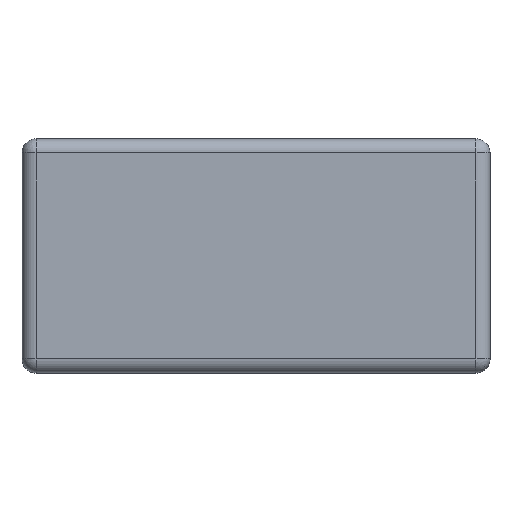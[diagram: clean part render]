
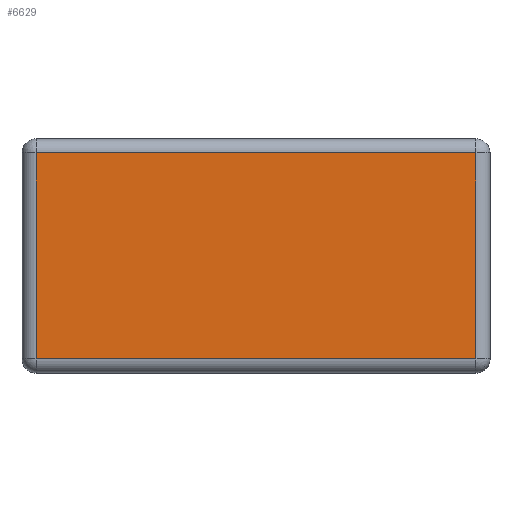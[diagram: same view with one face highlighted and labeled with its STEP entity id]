
A CAD part, top view. The second image highlights one B-rep face of the part: STEP entity #6629.
In plain terms, the highlighted face is planar.
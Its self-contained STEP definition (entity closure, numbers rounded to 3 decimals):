
#6369=CARTESIAN_POINT('',(-47.0,-22.,-28.));
#6370=VERTEX_POINT('',#6369);
#6378=CARTESIAN_POINT('',(47.,-22.,-28.));
#6379=VERTEX_POINT('',#6378);
#6380=CARTESIAN_POINT('',(-47.0,-22.,-28.));
#6381=DIRECTION('',(1.0,0.0,0.0));
#6382=VECTOR('',#6381,94.0);
#6383=LINE('',#6380,#6382);
#6384=EDGE_CURVE('',#6370,#6379,#6383,.T.);
#6416=CARTESIAN_POINT('',(47.0,22.,-28.));
#6417=VERTEX_POINT('',#6416);
#6418=CARTESIAN_POINT('',(47.0,-22.,-28.));
#6419=DIRECTION('',(0.0,1.0,0.0));
#6420=VECTOR('',#6419,44.);
#6421=LINE('',#6418,#6420);
#6422=EDGE_CURVE('',#6379,#6417,#6421,.T.);
#6466=CARTESIAN_POINT('',(-47.,22.,-28.));
#6467=VERTEX_POINT('',#6466);
#6468=CARTESIAN_POINT('',(47.0,22.,-28.));
#6469=DIRECTION('',(-1.0,0.0,0.0));
#6470=VECTOR('',#6469,94.0);
#6471=LINE('',#6468,#6470);
#6472=EDGE_CURVE('',#6417,#6467,#6471,.T.);
#6521=CARTESIAN_POINT('',(-47.0,22.,-28.));
#6522=DIRECTION('',(0.0,-1.0,0.0));
#6523=VECTOR('',#6522,44.);
#6524=LINE('',#6521,#6523);
#6525=EDGE_CURVE('',#6467,#6370,#6524,.T.);
#6618=CARTESIAN_POINT('',(0.,0.,-28.));
#6619=DIRECTION('',(0.0,0.0,1.0));
#6620=DIRECTION('',(1.0,0.0,0.0));
#6621=AXIS2_PLACEMENT_3D('',#6618,#6619,#6620);
#6622=PLANE('',#6621);
#6623=ORIENTED_EDGE('',*,*,#6384,.F.);
#6624=ORIENTED_EDGE('',*,*,#6525,.F.);
#6625=ORIENTED_EDGE('',*,*,#6472,.F.);
#6626=ORIENTED_EDGE('',*,*,#6422,.F.);
#6627=EDGE_LOOP('',(#6623,#6624,#6625,#6626));
#6628=FACE_OUTER_BOUND('',#6627,.T.);
#6629=ADVANCED_FACE('',(#6628),#6622,.F.);
